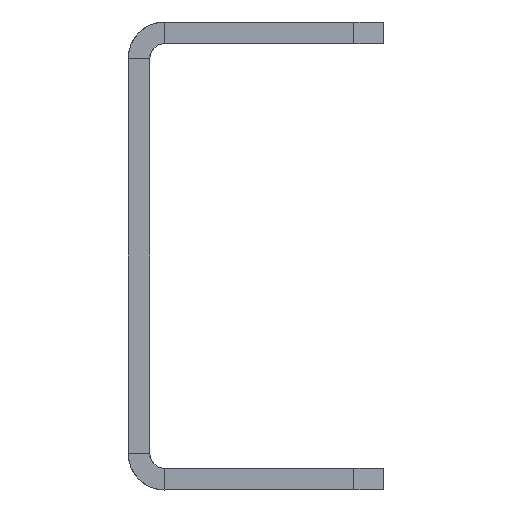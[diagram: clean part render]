
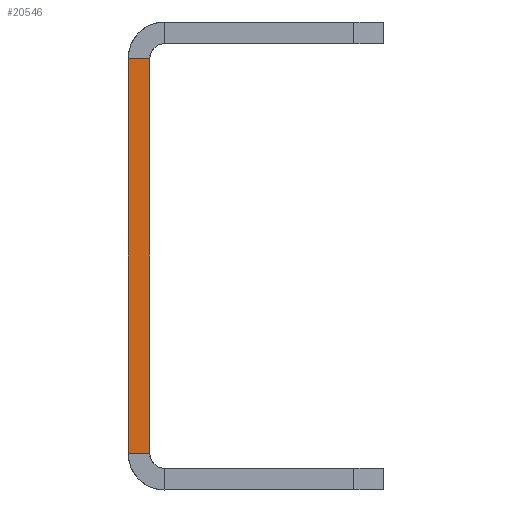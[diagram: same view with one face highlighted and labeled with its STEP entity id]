
A CAD part, left-side view. The second image highlights one B-rep face of the part: STEP entity #20546.
In plain terms, the highlighted planar face has unit normal (-1, 0, 0).
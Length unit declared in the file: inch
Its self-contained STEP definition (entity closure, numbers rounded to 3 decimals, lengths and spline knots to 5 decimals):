
#2175=FACE_OUTER_BOUND('',#3200,.T.);
#3200=EDGE_LOOP('',(#16566,#16567,#16568,#16569));
#4846=LINE('',#29361,#6600);
#5288=LINE('',#31003,#7042);
#5716=LINE('',#32823,#7470);
#6188=LINE('',#33927,#7942);
#6600=VECTOR('',#23203,0.844);
#7042=VECTOR('',#24411,0.844);
#7470=VECTOR('',#25645,0.046);
#7942=VECTOR('',#27001,0.046);
#8432=VERTEX_POINT('',#29358);
#8433=VERTEX_POINT('',#29360);
#9249=VERTEX_POINT('',#31000);
#9250=VERTEX_POINT('',#31002);
#10138=EDGE_CURVE('',#8433,#8432,#4846,.T.);
#10960=EDGE_CURVE('',#9249,#9250,#5288,.T.);
#11636=EDGE_CURVE('',#9250,#8432,#5716,.T.);
#12119=EDGE_CURVE('',#9249,#8433,#6188,.T.);
#16566=ORIENTED_EDGE('',*,*,#11636,.F.);
#16567=ORIENTED_EDGE('',*,*,#10960,.F.);
#16568=ORIENTED_EDGE('',*,*,#12119,.T.);
#16569=ORIENTED_EDGE('',*,*,#10138,.T.);
#17956=PLANE('',#22097);
#20546=ADVANCED_FACE('',(#2175),#17956,.T.);
#22097=AXIS2_PLACEMENT_3D('',#33926,#26999,#27000);
#23203=DIRECTION('',(0.,0.,-1.));
#24411=DIRECTION('',(0.,0.,-1.));
#25645=DIRECTION('',(0.,1.,0.));
#26999=DIRECTION('center_axis',(-1.,0.,0.));
#27000=DIRECTION('ref_axis',(0.,0.,1.));
#27001=DIRECTION('',(0.,1.,0.));
#29358=CARTESIAN_POINT('',(-1.04194,0.046,-0.30781));
#29360=CARTESIAN_POINT('',(-1.04194,0.046,0.53619));
#29361=CARTESIAN_POINT('',(-1.04194,0.046,0.53619));
#31000=CARTESIAN_POINT('',(-1.04194,0.,0.53619));
#31002=CARTESIAN_POINT('',(-1.04194,0.,-0.30781));
#31003=CARTESIAN_POINT('',(-1.04194,0.,0.53619));
#32823=CARTESIAN_POINT('',(-1.04194,0.,-0.30781));
#33926=CARTESIAN_POINT('Origin',(-1.04194,0.046,0.61419));
#33927=CARTESIAN_POINT('',(-1.04194,0.,0.53619));
